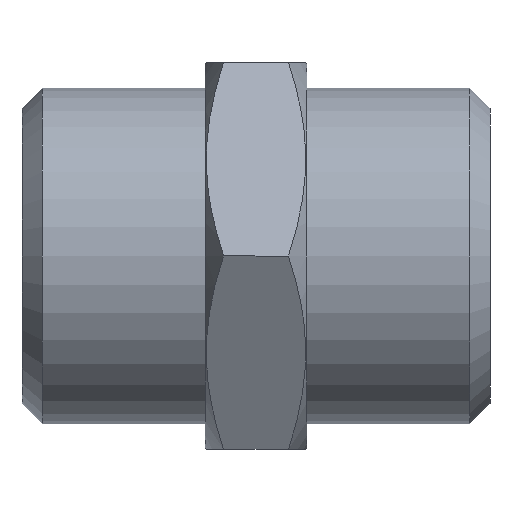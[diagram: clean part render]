
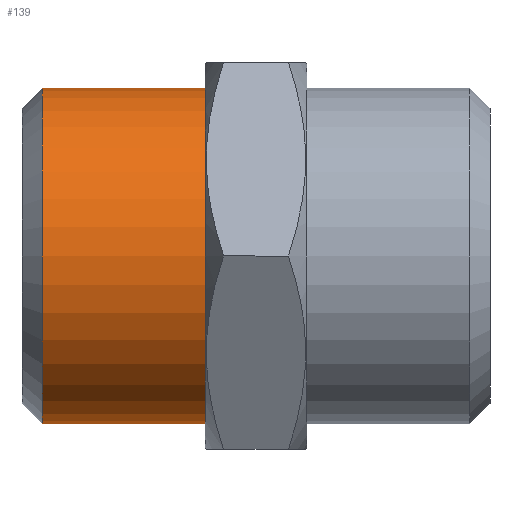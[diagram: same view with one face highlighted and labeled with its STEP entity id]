
A CAD part, left-side view. The second image highlights one B-rep face of the part: STEP entity #139.
In plain terms, the highlighted cylindrical face has radius 8.25 mm (diameter 16.5 mm), a partial arc.
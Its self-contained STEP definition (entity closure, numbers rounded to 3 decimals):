
#68 = EDGE_CURVE ( 'NONE', #206, #69, #399, .T. ) ;
#69 = VERTEX_POINT ( 'NONE', #389 ) ;
#135 = ORIENTED_EDGE ( 'NONE', *, *, #295, .T. ) ;
#139 = ADVANCED_FACE ( 'NONE', ( #525 ), #524, .T. ) ;
#140 = EDGE_LOOP ( 'NONE', ( #291, #181, #135, #226 ) ) ;
#181 = ORIENTED_EDGE ( 'NONE', *, *, #232, .T. ) ;
#187 = EDGE_CURVE ( 'NONE', #69, #314, #452, .T. ) ;
#205 = VERTEX_POINT ( 'NONE', #459 ) ;
#206 = VERTEX_POINT ( 'NONE', #495 ) ;
#226 = ORIENTED_EDGE ( 'NONE', *, *, #187, .F. ) ;
#232 = EDGE_CURVE ( 'NONE', #206, #205, #719, .T. ) ;
#291 = ORIENTED_EDGE ( 'NONE', *, *, #68, .F. ) ;
#295 = EDGE_CURVE ( 'NONE', #205, #314, #805, .T. ) ;
#314 = VERTEX_POINT ( 'NONE', #877 ) ;
#389 = CARTESIAN_POINT ( 'NONE',  ( 0., 14., 8.25 ) ) ;
#390 = DIRECTION ( 'NONE',  ( 0., -1., 0. ) ) ;
#397 = VECTOR ( 'NONE', #390, 1000. ) ;
#398 = CARTESIAN_POINT ( 'NONE',  ( 0., -6.209, 8.25 ) ) ;
#399 = LINE ( 'NONE', #398, #397 ) ;
#448 = DIRECTION ( 'NONE',  ( 0., 0., -1. ) ) ;
#449 = DIRECTION ( 'NONE',  ( 0., -1., 0. ) ) ;
#450 = CARTESIAN_POINT ( 'NONE',  ( 0., 14., 0. ) ) ;
#451 = AXIS2_PLACEMENT_3D ( 'NONE', #450, #449, #448 ) ;
#452 = CIRCLE ( 'NONE', #451, 8.25 ) ;
#459 = CARTESIAN_POINT ( 'NONE',  ( 0., 22., -8.25 ) ) ;
#495 = CARTESIAN_POINT ( 'NONE',  ( 0., 22., 8.25 ) ) ;
#514 = DIRECTION ( 'NONE',  ( 0., -1., 0. ) ) ;
#516 = CARTESIAN_POINT ( 'NONE',  ( 0., -6.209, 0. ) ) ;
#517 = AXIS2_PLACEMENT_3D ( 'NONE', #516, #514, #523 ) ;
#523 = DIRECTION ( 'NONE',  ( 0., 0., -1. ) ) ;
#524 = CYLINDRICAL_SURFACE ( 'NONE', #517, 8.25 ) ;
#525 = FACE_OUTER_BOUND ( 'NONE', #140, .T. ) ;
#712 = DIRECTION ( 'NONE',  ( 0., 0., -1. ) ) ;
#713 = DIRECTION ( 'NONE',  ( 0., -1., 0. ) ) ;
#714 = CARTESIAN_POINT ( 'NONE',  ( 0., 22., 0. ) ) ;
#718 = AXIS2_PLACEMENT_3D ( 'NONE', #714, #713, #712 ) ;
#719 = CIRCLE ( 'NONE', #718, 8.25 ) ;
#802 = DIRECTION ( 'NONE',  ( 0., -1., 0. ) ) ;
#803 = VECTOR ( 'NONE', #802, 1000. ) ;
#804 = CARTESIAN_POINT ( 'NONE',  ( 0., -6.209, -8.25 ) ) ;
#805 = LINE ( 'NONE', #804, #803 ) ;
#877 = CARTESIAN_POINT ( 'NONE',  ( 0., 14., -8.25 ) ) ;
